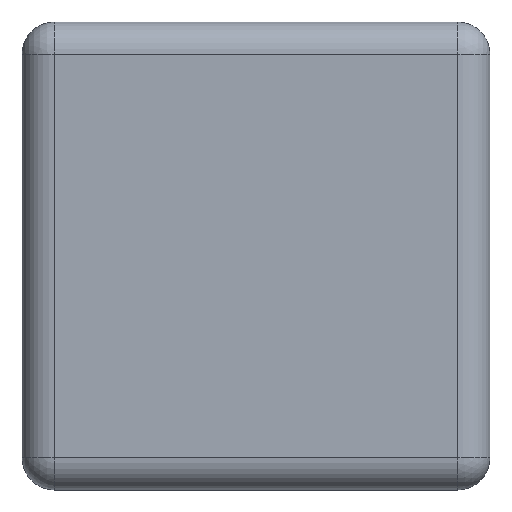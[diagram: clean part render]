
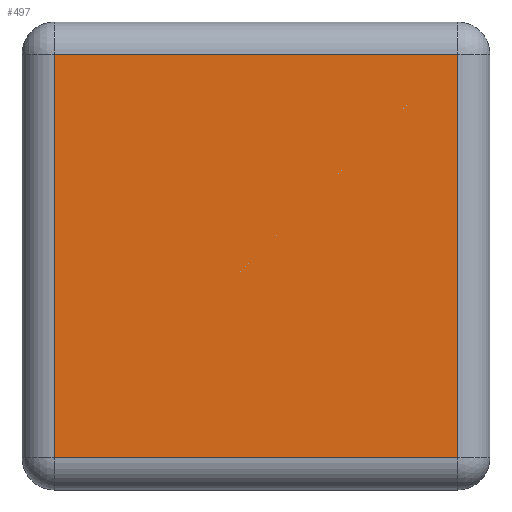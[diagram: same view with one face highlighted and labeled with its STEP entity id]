
A CAD part, left-side view. The second image highlights one B-rep face of the part: STEP entity #497.
In plain terms, the highlighted planar face has unit normal (-1, 0, 0).
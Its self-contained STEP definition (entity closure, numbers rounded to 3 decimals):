
#497=ADVANCED_FACE('NONE',(#1016),#1017,.F.);
#1016=FACE_OUTER_BOUND('',#1569,.T.);
#1017=PLANE('',#1570);
#1569=EDGE_LOOP('',(#2861,#2862,#2863,#2864));
#1570=AXIS2_PLACEMENT_3D('',#2865,#2866,#2867);
#2861=ORIENTED_EDGE('',*,*,#3660,.T.);
#2862=ORIENTED_EDGE('',*,*,#3661,.T.);
#2863=ORIENTED_EDGE('',*,*,#3662,.T.);
#2864=ORIENTED_EDGE('',*,*,#3663,.T.);
#2865=CARTESIAN_POINT('',(-97.908,10.644,42.831));
#2866=DIRECTION('',(1.0,0.,0.));
#2867=DIRECTION('',(0.,0.,-1.0));
#3660=EDGE_CURVE('NONE',#4446,#4447,#4448,.F.);
#3661=EDGE_CURVE('NONE',#4447,#4449,#4450,.F.);
#3662=EDGE_CURVE('NONE',#4449,#4451,#4452,.F.);
#3663=EDGE_CURVE('NONE',#4451,#4446,#4453,.F.);
#4446=VERTEX_POINT('NONE',#5547);
#4447=VERTEX_POINT('NONE',#5548);
#4448=LINE('',#5549,#5550);
#4449=VERTEX_POINT('NONE',#5551);
#4450=LINE('',#5552,#5553);
#4451=VERTEX_POINT('NONE',#5554);
#4452=LINE('',#5555,#5556);
#4453=LINE('',#5557,#5558);
#5547=CARTESIAN_POINT('',(-97.908,10.744,42.931));
#5548=CARTESIAN_POINT('',(-97.908,10.744,44.181));
#5549=CARTESIAN_POINT('',(-97.908,10.744,42.831));
#5550=VECTOR('',#6225,1.0);
#5551=CARTESIAN_POINT('',(-97.908,11.994,44.181));
#5552=CARTESIAN_POINT('',(-97.908,10.644,44.181));
#5553=VECTOR('',#6226,1.0);
#5554=CARTESIAN_POINT('',(-97.908,11.994,42.931));
#5555=CARTESIAN_POINT('',(-97.908,11.994,42.831));
#5556=VECTOR('',#6227,1.0);
#5557=CARTESIAN_POINT('',(-97.908,10.644,42.931));
#5558=VECTOR('',#6228,1.0);
#6225=DIRECTION('',(0.,0.,-1.0));
#6226=DIRECTION('',(0.,-1.0,0.));
#6227=DIRECTION('',(0.,0.,1.0));
#6228=DIRECTION('',(0.,1.0,0.));
